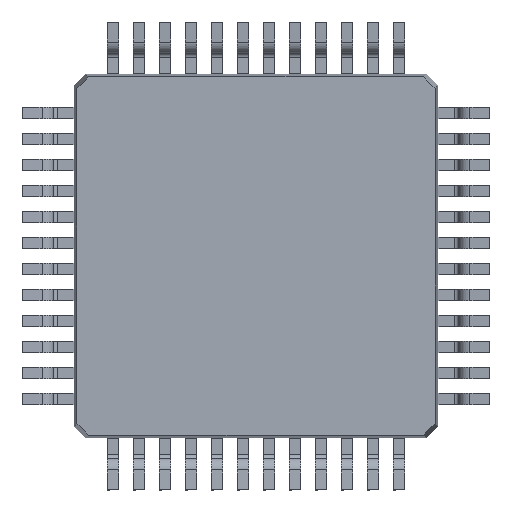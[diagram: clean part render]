
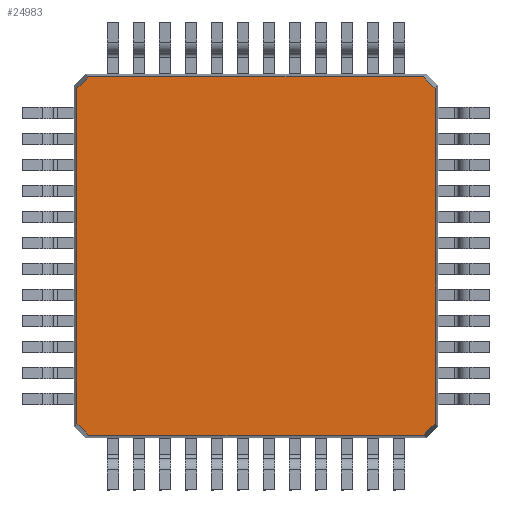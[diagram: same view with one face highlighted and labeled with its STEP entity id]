
A CAD part, front view. The second image highlights one B-rep face of the part: STEP entity #24983.
In plain terms, the highlighted planar face has unit normal (0, -1, 0).
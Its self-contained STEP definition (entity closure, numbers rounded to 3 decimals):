
#262 = CARTESIAN_POINT ( 'NONE',  ( 3.219, -0.525, 3.444 ) ) ;
#334 = DIRECTION ( 'NONE',  ( 0., 0., -1. ) ) ;
#544 = VECTOR ( 'NONE', #2226, 1000. ) ;
#1374 = CARTESIAN_POINT ( 'NONE',  ( 3.444, -0.525, -3.22 ) ) ;
#1517 = CARTESIAN_POINT ( 'NONE',  ( -3.223, -0.525, 3.444 ) ) ;
#2226 = DIRECTION ( 'NONE',  ( -0.702, 0., -0.712 ) ) ;
#2535 = AXIS2_PLACEMENT_3D ( 'NONE', #24672, #5329, #334 ) ;
#2788 = VERTEX_POINT ( 'NONE', #16060 ) ;
#2852 = VERTEX_POINT ( 'NONE', #13791 ) ;
#3767 = ORIENTED_EDGE ( 'NONE', *, *, #6611, .T. ) ;
#4659 = VECTOR ( 'NONE', #7413, 1000. ) ;
#5329 = DIRECTION ( 'NONE',  ( 0., 1., 0. ) ) ;
#6075 = CARTESIAN_POINT ( 'NONE',  ( -3.219, -0.525, -3.444 ) ) ;
#6559 = LINE ( 'NONE', #24267, #4659 ) ;
#6603 = CARTESIAN_POINT ( 'NONE',  ( 3.444, -0.525, 0. ) ) ;
#6607 = VERTEX_POINT ( 'NONE', #30783 ) ;
#6611 = EDGE_CURVE ( 'NONE', #6626, #6607, #10188, .T. ) ;
#6626 = VERTEX_POINT ( 'NONE', #12502 ) ;
#7309 = ORIENTED_EDGE ( 'NONE', *, *, #19272, .T. ) ;
#7413 = DIRECTION ( 'NONE',  ( -1., 0., 0. ) ) ;
#7794 = VECTOR ( 'NONE', #22260, 1000. ) ;
#8747 = EDGE_CURVE ( 'NONE', #6607, #2852, #28663, .T. ) ;
#9371 = CARTESIAN_POINT ( 'NONE',  ( -3.444, -0.525, 0. ) ) ;
#9395 = VECTOR ( 'NONE', #10367, 1000. ) ;
#10071 = PLANE ( 'NONE',  #2535 ) ;
#10188 = LINE ( 'NONE', #1374, #9395 ) ;
#10367 = DIRECTION ( 'NONE',  ( 0.702, 0., 0.712 ) ) ;
#10492 = VECTOR ( 'NONE', #19387, 1000. ) ;
#10994 = VECTOR ( 'NONE', #26385, 1000. ) ;
#12401 = VECTOR ( 'NONE', #29365, 1000. ) ;
#12502 = CARTESIAN_POINT ( 'NONE',  ( 3.223, -0.525, -3.444 ) ) ;
#12509 = VERTEX_POINT ( 'NONE', #1517 ) ;
#12722 = ORIENTED_EDGE ( 'NONE', *, *, #14956, .T. ) ;
#12921 = EDGE_LOOP ( 'NONE', ( #21091, #12722, #28440, #3767, #15283, #18481, #18131, #7309 ) ) ;
#13786 = VERTEX_POINT ( 'NONE', #6075 ) ;
#13791 = CARTESIAN_POINT ( 'NONE',  ( 3.444, -0.525, 3.223 ) ) ;
#14743 = CARTESIAN_POINT ( 'NONE',  ( 0., -0.525, -3.444 ) ) ;
#14833 = EDGE_CURVE ( 'NONE', #2788, #21438, #17039, .T. ) ;
#14956 = EDGE_CURVE ( 'NONE', #21438, #13786, #25488, .T. ) ;
#14992 = VECTOR ( 'NONE', #30355, 1000. ) ;
#15104 = LINE ( 'NONE', #14743, #12401 ) ;
#15283 = ORIENTED_EDGE ( 'NONE', *, *, #8747, .T. ) ;
#16060 = CARTESIAN_POINT ( 'NONE',  ( -3.444, -0.525, 3.219 ) ) ;
#16917 = VERTEX_POINT ( 'NONE', #262 ) ;
#17039 = LINE ( 'NONE', #9371, #10492 ) ;
#18131 = ORIENTED_EDGE ( 'NONE', *, *, #20024, .T. ) ;
#18481 = ORIENTED_EDGE ( 'NONE', *, *, #31654, .T. ) ;
#19272 = EDGE_CURVE ( 'NONE', #12509, #2788, #29795, .T. ) ;
#19387 = DIRECTION ( 'NONE',  ( 0., 0., -1. ) ) ;
#20024 = EDGE_CURVE ( 'NONE', #16917, #12509, #6559, .T. ) ;
#21091 = ORIENTED_EDGE ( 'NONE', *, *, #14833, .T. ) ;
#21438 = VERTEX_POINT ( 'NONE', #27913 ) ;
#22260 = DIRECTION ( 'NONE',  ( 0.712, 0., -0.702 ) ) ;
#22862 = FACE_OUTER_BOUND ( 'NONE', #12921, .T. ) ;
#24267 = CARTESIAN_POINT ( 'NONE',  ( 0., -0.525, 3.444 ) ) ;
#24672 = CARTESIAN_POINT ( 'NONE',  ( 0., -0.525, 0. ) ) ;
#24983 = ADVANCED_FACE ( 'NONE', ( #22862 ), #10071, .F. ) ;
#25488 = LINE ( 'NONE', #29711, #7794 ) ;
#25502 = EDGE_CURVE ( 'NONE', #13786, #6626, #15104, .T. ) ;
#25745 = LINE ( 'NONE', #28102, #14992 ) ;
#26385 = DIRECTION ( 'NONE',  ( 0., 0., 1. ) ) ;
#27913 = CARTESIAN_POINT ( 'NONE',  ( -3.444, -0.525, -3.223 ) ) ;
#28102 = CARTESIAN_POINT ( 'NONE',  ( 3.22, -0.525, 3.444 ) ) ;
#28440 = ORIENTED_EDGE ( 'NONE', *, *, #25502, .T. ) ;
#28663 = LINE ( 'NONE', #6603, #10994 ) ;
#29365 = DIRECTION ( 'NONE',  ( 1., 0., 0. ) ) ;
#29711 = CARTESIAN_POINT ( 'NONE',  ( -3.22, -0.525, -3.444 ) ) ;
#29795 = LINE ( 'NONE', #31695, #544 ) ;
#30355 = DIRECTION ( 'NONE',  ( -0.712, 0., 0.702 ) ) ;
#30783 = CARTESIAN_POINT ( 'NONE',  ( 3.444, -0.525, -3.219 ) ) ;
#31654 = EDGE_CURVE ( 'NONE', #2852, #16917, #25745, .T. ) ;
#31695 = CARTESIAN_POINT ( 'NONE',  ( -3.444, -0.525, 3.22 ) ) ;
